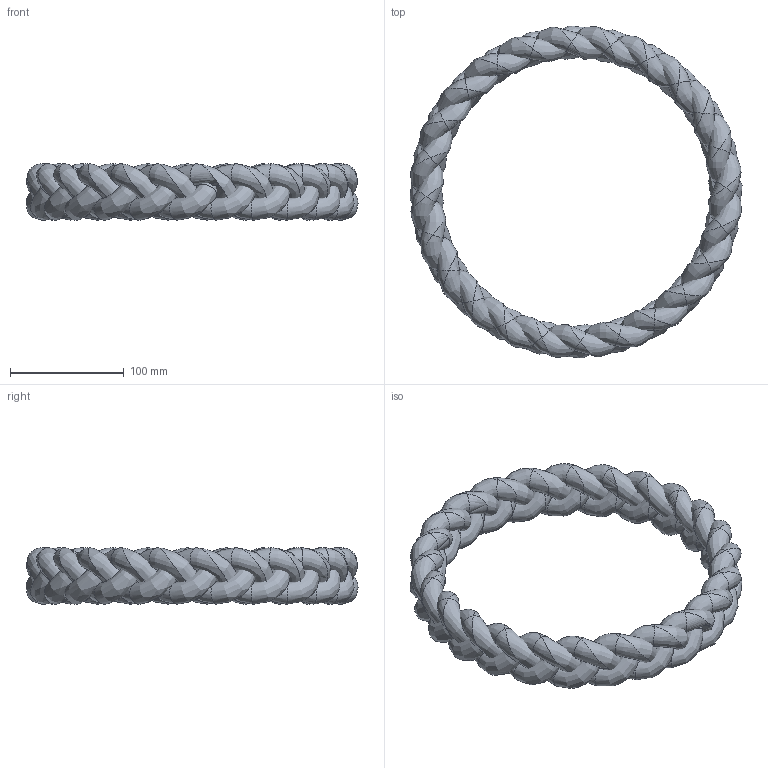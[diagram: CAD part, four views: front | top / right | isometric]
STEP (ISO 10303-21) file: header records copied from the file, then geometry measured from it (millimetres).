
FILE_DESCRIPTION(('FreeCAD Model'),'2;1');
FILE_NAME('Open CASCADE Shape Model','2025-04-27T21:23:39',('FreeCAD'),( 'FreeCAD'),'Open CASCADE STEP processor 7.6','FreeCAD','Unknown');
FILE_SCHEMA(('AUTOMOTIVE_DESIGN { 1 0 10303 214 1 1 1 1 }'));
Length unit declared in the file: millimetre
Products named in the file (1): Open CASCADE STEP translator 7.6 1
Bounding box: 292.01 x 292.01 x 49.57 mm (x, y, z)
Volume: 928751.8 mm3; surface area: 193293.5 mm2
Topology: 3 solids, 3 shells, 192 faces, 840 edges, 648 vertices
Faces by surface type: bspline 192
Entity records: 28363 total; most frequent: CARTESIAN_POINT 23566, ORIENTED_EDGE 1680, EDGE_CURVE 840, B_SPLINE_CURVE_WITH_KNOTS 840, VERTEX_POINT 648, ADVANCED_FACE 192, FACE_BOUND 192, EDGE_LOOP 192
